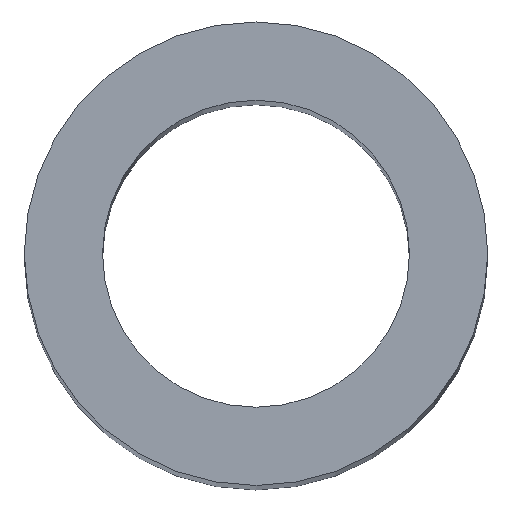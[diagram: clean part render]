
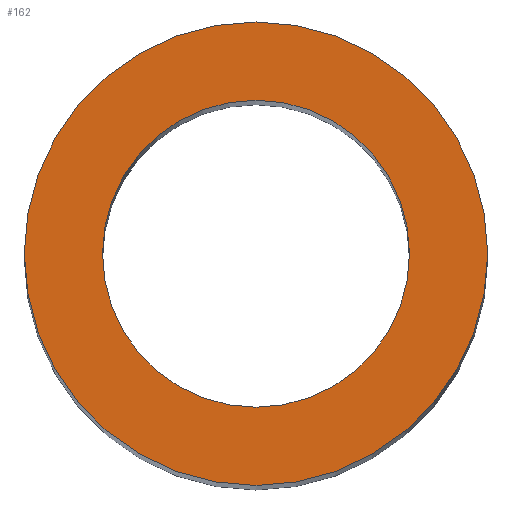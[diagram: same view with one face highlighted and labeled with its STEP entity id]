
A CAD part, top view. The second image highlights one B-rep face of the part: STEP entity #162.
In plain terms, the highlighted planar face has unit normal (0, 0, 1).
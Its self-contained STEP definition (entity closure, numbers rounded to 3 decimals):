
#7 = EDGE_CURVE ( 'NONE', #8, #9, #146, .T. ) ;
#8 = VERTEX_POINT ( 'NONE', #147 ) ;
#9 = VERTEX_POINT ( 'NONE', #45 ) ;
#15 = AXIS2_PLACEMENT_3D ( 'NONE', #20, #98, #97 ) ;
#16 = CIRCLE ( 'NONE', #15, 2.65 ) ;
#20 = CARTESIAN_POINT ( 'NONE',  ( 0., 0., 22.5 ) ) ;
#45 = CARTESIAN_POINT ( 'NONE',  ( -4., 0., 22.5 ) ) ;
#59 = EDGE_CURVE ( 'NONE', #129, #130, #16, .T. ) ;
#80 = DIRECTION ( 'NONE',  ( 1., 0., 0. ) ) ;
#81 = DIRECTION ( 'NONE',  ( 0., 0., 1. ) ) ;
#82 = CARTESIAN_POINT ( 'NONE',  ( 0., 0., 22.5 ) ) ;
#83 = AXIS2_PLACEMENT_3D ( 'NONE', #82, #81, #80 ) ;
#84 = CIRCLE ( 'NONE', #83, 2.65 ) ;
#89 = CARTESIAN_POINT ( 'NONE',  ( -2.65, 0., 22.5 ) ) ;
#97 = DIRECTION ( 'NONE',  ( 1., 0., 0. ) ) ;
#98 = DIRECTION ( 'NONE',  ( 0., 0., 1. ) ) ;
#100 = DIRECTION ( 'NONE',  ( 1., 0., 0. ) ) ;
#101 = DIRECTION ( 'NONE',  ( 0., 0., 1. ) ) ;
#102 = AXIS2_PLACEMENT_3D ( 'NONE', #107, #101, #100 ) ;
#103 = CIRCLE ( 'NONE', #102, 4. ) ;
#104 = DIRECTION ( 'NONE',  ( 1., 0., 0. ) ) ;
#105 = DIRECTION ( 'NONE',  ( 0., 0., 1. ) ) ;
#106 = CARTESIAN_POINT ( 'NONE',  ( 0., 0., 22.5 ) ) ;
#107 = CARTESIAN_POINT ( 'NONE',  ( 0., 0., 22.5 ) ) ;
#108 = AXIS2_PLACEMENT_3D ( 'NONE', #106, #105, #104 ) ;
#109 = PLANE ( 'NONE',  #108 ) ;
#110 = FACE_BOUND ( 'NONE', #167, .T. ) ;
#111 = FACE_OUTER_BOUND ( 'NONE', #163, .T. ) ;
#128 = CARTESIAN_POINT ( 'NONE',  ( 2.65, 0., 22.5 ) ) ;
#129 = VERTEX_POINT ( 'NONE', #89 ) ;
#130 = VERTEX_POINT ( 'NONE', #128 ) ;
#142 = DIRECTION ( 'NONE',  ( 1., 0., 0. ) ) ;
#143 = DIRECTION ( 'NONE',  ( 0., 0., 1. ) ) ;
#144 = CARTESIAN_POINT ( 'NONE',  ( 0., 0., 22.5 ) ) ;
#145 = AXIS2_PLACEMENT_3D ( 'NONE', #144, #143, #142 ) ;
#146 = CIRCLE ( 'NONE', #145, 4. ) ;
#147 = CARTESIAN_POINT ( 'NONE',  ( 4., 0., 22.5 ) ) ;
#162 = ADVANCED_FACE ( 'NONE', ( #111, #110 ), #109, .T. ) ;
#163 = EDGE_LOOP ( 'NONE', ( #164, #166 ) ) ;
#164 = ORIENTED_EDGE ( 'NONE', *, *, #165, .T. ) ;
#165 = EDGE_CURVE ( 'NONE', #9, #8, #103, .T. ) ;
#166 = ORIENTED_EDGE ( 'NONE', *, *, #7, .T. ) ;
#167 = EDGE_LOOP ( 'NONE', ( #168, #169 ) ) ;
#168 = ORIENTED_EDGE ( 'NONE', *, *, #59, .F. ) ;
#169 = ORIENTED_EDGE ( 'NONE', *, *, #170, .F. ) ;
#170 = EDGE_CURVE ( 'NONE', #130, #129, #84, .T. ) ;
